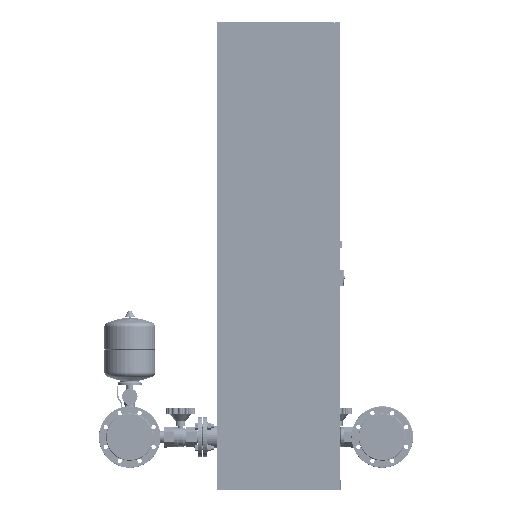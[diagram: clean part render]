
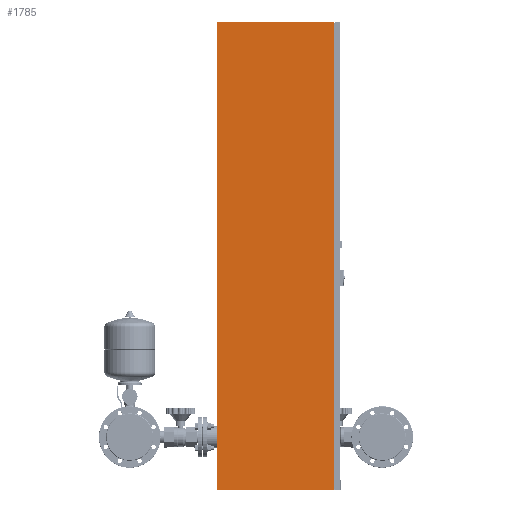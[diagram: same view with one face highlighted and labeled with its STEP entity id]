
A CAD part, left-side view. The second image highlights one B-rep face of the part: STEP entity #1785.
In plain terms, the highlighted planar face has unit normal (-1, 0, 0).
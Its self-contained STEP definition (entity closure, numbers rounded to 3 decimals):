
#1746=CARTESIAN_POINT('',(-1130.0,250.0,0.0));
#1747=DIRECTION('',(-1.0,0.0,0.0));
#1748=DIRECTION('',(0.0,-1.0,0.0));
#1749=AXIS2_PLACEMENT_3D('',#1746,#1747,#1748);
#1750=PLANE('',#1749);
#1751=CARTESIAN_POINT('',(-1130.0,-225.0,0.));
#1752=VERTEX_POINT('',#1751);
#1753=CARTESIAN_POINT('',(-1130.,-225.,1900.0));
#1754=VERTEX_POINT('',#1753);
#1755=CARTESIAN_POINT('',(-1130.0,-225.0,0.));
#1756=DIRECTION('',(0.0,0.0,1.0));
#1757=VECTOR('',#1756,1900.0);
#1758=LINE('',#1755,#1757);
#1759=EDGE_CURVE('',#1752,#1754,#1758,.T.);
#1760=ORIENTED_EDGE('',*,*,#1759,.T.);
#1761=CARTESIAN_POINT('',(-1130.,250.,1900.0));
#1762=VERTEX_POINT('',#1761);
#1763=CARTESIAN_POINT('',(-1130.,250.,1900.0));
#1764=DIRECTION('',(0.0,-1.0,0.0));
#1765=VECTOR('',#1764,475.0);
#1766=LINE('',#1763,#1765);
#1767=EDGE_CURVE('',#1762,#1754,#1766,.T.);
#1768=ORIENTED_EDGE('',*,*,#1767,.F.);
#1769=CARTESIAN_POINT('',(-1130.0,250.0,0.0));
#1770=VERTEX_POINT('',#1769);
#1771=CARTESIAN_POINT('',(-1130.,250.,1900.0));
#1772=DIRECTION('',(0.0,0.0,-1.0));
#1773=VECTOR('',#1772,1900.0);
#1774=LINE('',#1771,#1773);
#1775=EDGE_CURVE('',#1762,#1770,#1774,.T.);
#1776=ORIENTED_EDGE('',*,*,#1775,.T.);
#1777=CARTESIAN_POINT('',(-1130.0,250.0,0.0));
#1778=DIRECTION('',(0.0,-1.0,0.0));
#1779=VECTOR('',#1778,475.0);
#1780=LINE('',#1777,#1779);
#1781=EDGE_CURVE('',#1770,#1752,#1780,.T.);
#1782=ORIENTED_EDGE('',*,*,#1781,.T.);
#1783=EDGE_LOOP('',(#1760,#1768,#1776,#1782));
#1784=FACE_OUTER_BOUND('',#1783,.T.);
#1785=ADVANCED_FACE('',(#1784),#1750,.T.);
